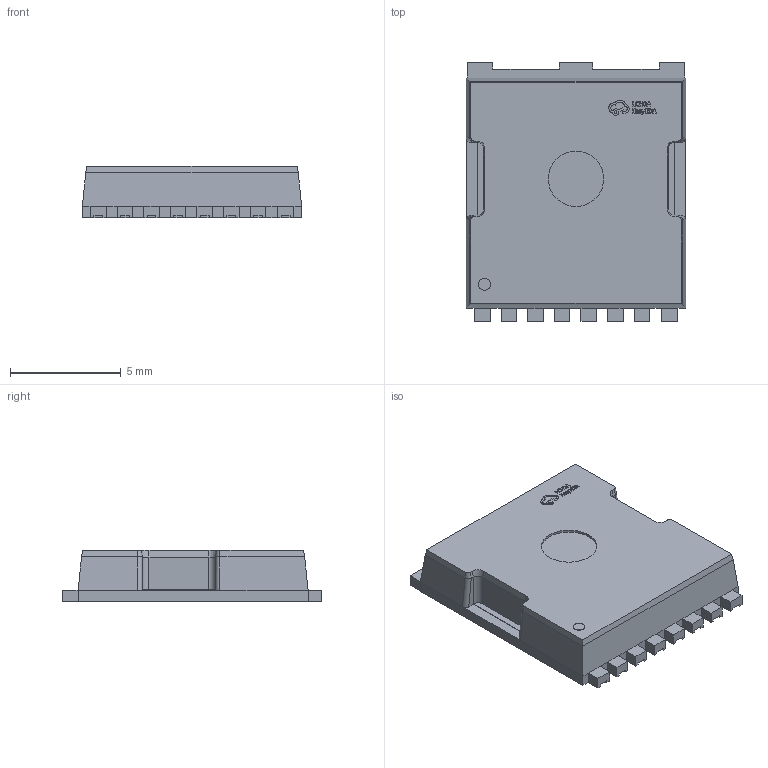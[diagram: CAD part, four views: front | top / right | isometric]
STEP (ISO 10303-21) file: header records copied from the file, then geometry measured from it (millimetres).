
FILE_DESCRIPTION (( 'STEP AP214' ), '1' );
FILE_NAME ('TOLL_L10.4-W9.9-P1.20-LS11.7-BL_HUAYI_HYG022N10NS1TA.step', '2022-08-01T13:20:10', ( '' ), ( '' ), 'SwSTEP 2.0', 'SolidWorks 2020', '' );
FILE_SCHEMA (( 'AUTOMOTIVE_DESIGN' ));
Length unit declared in the file: millimetre
Products named in the file (1): TOLL_L10.4-W9.9-P1.20-LS11.7-BL_HUAYI_HYG022N10NS1TA
Bounding box: 9.9 x 11.68 x 2.32 mm (x, y, z)
Volume: 226.3 mm3; surface area: 319.5 mm2
Topology: 1 solids, 1 shells, 389 faces, 1048 edges, 682 vertices
Faces by surface type: plane 271, bspline 102, cylinder 12, cone 4
Entity records: 17049 total; most frequent: CARTESIAN_POINT 3790, ORIENTED_EDGE 2096, DIRECTION 1424, EDGE_CURVE 1048, VECTOR 808, LINE 808, VERTEX_POINT 682, EDGE_LOOP 410
